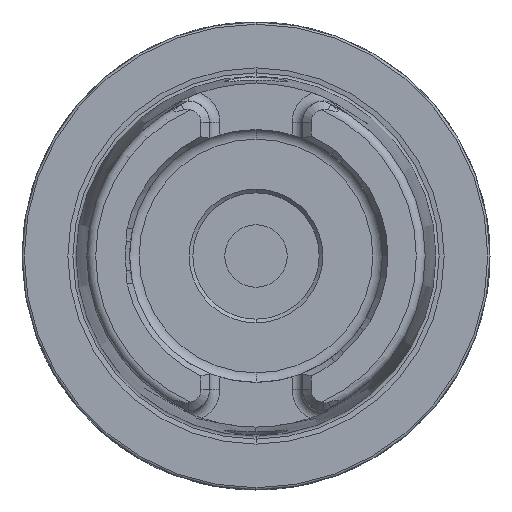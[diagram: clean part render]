
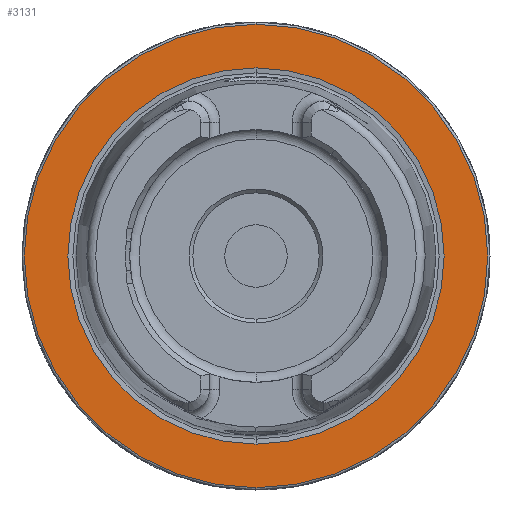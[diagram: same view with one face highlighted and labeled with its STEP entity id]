
A CAD part, left-side view. The second image highlights one B-rep face of the part: STEP entity #3131.
In plain terms, the highlighted planar face has unit normal (-1, 0, 0).
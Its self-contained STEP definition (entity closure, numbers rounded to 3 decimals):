
#347 = VERTEX_POINT ( 'NONE', #10896 ) ;
#383 = EDGE_LOOP ( 'NONE', ( #1628, #4328 ) ) ;
#392 = PLANE ( 'NONE',  #6955 ) ;
#398 = EDGE_CURVE ( 'NONE', #347, #7711, #7663, .T. ) ;
#1628 = ORIENTED_EDGE ( 'NONE', *, *, #398, .F. ) ;
#1701 = CARTESIAN_POINT ( 'NONE',  ( 0., 0., 0. ) ) ;
#1748 = CIRCLE ( 'NONE', #6802, 25.324 ) ;
#2812 = VERTEX_POINT ( 'NONE', #9297 ) ;
#2852 = DIRECTION ( 'NONE',  ( -1., 0., 0. ) ) ;
#2870 = DIRECTION ( 'NONE',  ( 0., 0., 1. ) ) ;
#2929 = EDGE_LOOP ( 'NONE', ( #4519, #4621 ) ) ;
#3131 = ADVANCED_FACE ( 'NONE', ( #7731, #13352 ), #392, .F. ) ;
#3784 = CARTESIAN_POINT ( 'NONE',  ( 0., 0., 0. ) ) ;
#4328 = ORIENTED_EDGE ( 'NONE', *, *, #12614, .F. ) ;
#4331 = CARTESIAN_POINT ( 'NONE',  ( 0., 0., 0. ) ) ;
#4519 = ORIENTED_EDGE ( 'NONE', *, *, #6444, .T. ) ;
#4621 = ORIENTED_EDGE ( 'NONE', *, *, #13498, .T. ) ;
#5504 = CIRCLE ( 'NONE', #13501, 31.2 ) ;
#6195 = DIRECTION ( 'NONE',  ( -1., 0., 0. ) ) ;
#6444 = EDGE_CURVE ( 'NONE', #11805, #2812, #5504, .T. ) ;
#6664 = DIRECTION ( 'NONE',  ( -1., 0., 0. ) ) ;
#6802 = AXIS2_PLACEMENT_3D ( 'NONE', #1701, #10697, #2870 ) ;
#6955 = AXIS2_PLACEMENT_3D ( 'NONE', #10272, #10477, #11397 ) ;
#6994 = CIRCLE ( 'NONE', #12006, 31.2 ) ;
#7663 = CIRCLE ( 'NONE', #7870, 25.324 ) ;
#7711 = VERTEX_POINT ( 'NONE', #10141 ) ;
#7716 = DIRECTION ( 'NONE',  ( 0., 0., 1. ) ) ;
#7731 = FACE_BOUND ( 'NONE', #383, .T. ) ;
#7870 = AXIS2_PLACEMENT_3D ( 'NONE', #4331, #6664, #9909 ) ;
#9297 = CARTESIAN_POINT ( 'NONE',  ( 0., 0., -31.2 ) ) ;
#9909 = DIRECTION ( 'NONE',  ( 0., 0., 1. ) ) ;
#10141 = CARTESIAN_POINT ( 'NONE',  ( 0., 0., -25.324 ) ) ;
#10272 = CARTESIAN_POINT ( 'NONE',  ( 0., 31.2, 0. ) ) ;
#10477 = DIRECTION ( 'NONE',  ( 1., 0., 0. ) ) ;
#10697 = DIRECTION ( 'NONE',  ( -1., 0., 0. ) ) ;
#10896 = CARTESIAN_POINT ( 'NONE',  ( 0., 0., 25.324 ) ) ;
#10926 = CARTESIAN_POINT ( 'NONE',  ( 0., 0., 31.2 ) ) ;
#11397 = DIRECTION ( 'NONE',  ( 0., 0., -1. ) ) ;
#11754 = CARTESIAN_POINT ( 'NONE',  ( 0., 0., 0. ) ) ;
#11805 = VERTEX_POINT ( 'NONE', #10926 ) ;
#12006 = AXIS2_PLACEMENT_3D ( 'NONE', #11754, #6195, #7716 ) ;
#12614 = EDGE_CURVE ( 'NONE', #7711, #347, #1748, .T. ) ;
#13352 = FACE_OUTER_BOUND ( 'NONE', #2929, .T. ) ;
#13498 = EDGE_CURVE ( 'NONE', #2812, #11805, #6994, .T. ) ;
#13501 = AXIS2_PLACEMENT_3D ( 'NONE', #3784, #2852, #14110 ) ;
#14110 = DIRECTION ( 'NONE',  ( 0., 0., 1. ) ) ;
